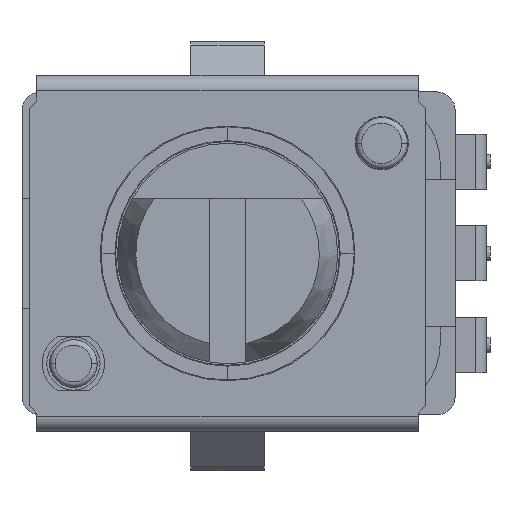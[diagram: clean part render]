
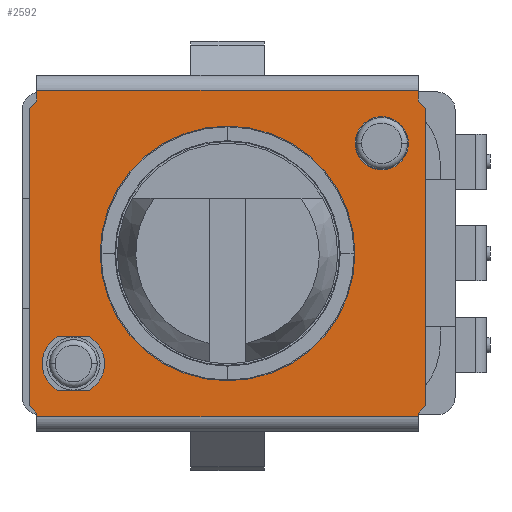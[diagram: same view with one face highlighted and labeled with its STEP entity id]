
A CAD part, front view. The second image highlights one B-rep face of the part: STEP entity #2592.
In plain terms, the highlighted planar face has unit normal (0, -1, 0).
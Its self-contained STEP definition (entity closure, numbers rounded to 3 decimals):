
#529=DIRECTION('',(1.,0.,0.));
#530=VECTOR('',#529,10.4);
#531=CARTESIAN_POINT('',(-5.2,-0.4,-4.45));
#532=LINE('',#531,#530);
#533=DIRECTION('',(0.,0.,1.));
#534=VECTOR('',#533,0.1);
#535=CARTESIAN_POINT('',(-5.2,-0.4,-4.45));
#536=LINE('',#535,#534);
#537=DIRECTION('',(-0.707,0.,0.707));
#538=VECTOR('',#537,0.283);
#539=CARTESIAN_POINT('',(-5.2,-0.4,-4.35));
#540=LINE('',#539,#538);
#541=DIRECTION('',(0.,0.,1.));
#542=VECTOR('',#541,8.1);
#543=CARTESIAN_POINT('',(-5.4,-0.4,-4.15));
#544=LINE('',#543,#542);
#545=DIRECTION('',(0.707,0.,0.707));
#546=VECTOR('',#545,0.283);
#547=CARTESIAN_POINT('',(-5.4,-0.4,3.95));
#548=LINE('',#547,#546);
#549=DIRECTION('',(0.,0.,1.));
#550=VECTOR('',#549,0.2);
#551=CARTESIAN_POINT('',(-5.2,-0.4,4.15));
#552=LINE('',#551,#550);
#553=DIRECTION('',(0.,0.,1.));
#554=VECTOR('',#553,0.1);
#555=CARTESIAN_POINT('',(-5.2,-0.4,4.35));
#556=LINE('',#555,#554);
#557=DIRECTION('',(1.,0.,0.));
#558=VECTOR('',#557,10.4);
#559=CARTESIAN_POINT('',(-5.2,-0.4,4.45));
#560=LINE('',#559,#558);
#561=DIRECTION('',(0.,0.,-1.));
#562=VECTOR('',#561,0.1);
#563=CARTESIAN_POINT('',(5.2,-0.4,4.45));
#564=LINE('',#563,#562);
#565=DIRECTION('',(0.,0.,-1.));
#566=VECTOR('',#565,0.2);
#567=CARTESIAN_POINT('',(5.2,-0.4,4.35));
#568=LINE('',#567,#566);
#569=DIRECTION('',(0.707,0.,-0.707));
#570=VECTOR('',#569,0.283);
#571=CARTESIAN_POINT('',(5.2,-0.4,4.15));
#572=LINE('',#571,#570);
#573=DIRECTION('',(0.,0.,-1.));
#574=VECTOR('',#573,8.1);
#575=CARTESIAN_POINT('',(5.4,-0.4,3.95));
#576=LINE('',#575,#574);
#577=DIRECTION('',(-0.707,0.,-0.707));
#578=VECTOR('',#577,0.283);
#579=CARTESIAN_POINT('',(5.4,-0.4,-4.15));
#580=LINE('',#579,#578);
#581=DIRECTION('',(0.,0.,-1.));
#582=VECTOR('',#581,0.1);
#583=CARTESIAN_POINT('',(5.2,-0.4,-4.35));
#584=LINE('',#583,#582);
#585=CARTESIAN_POINT('',(-4.2,-0.4,-3.));
#586=DIRECTION('',(0.,-1.,0.));
#587=DIRECTION('',(0.522,0.,-0.853));
#588=AXIS2_PLACEMENT_3D('',#585,#586,#587);
#590=DIRECTION('',(1.,0.,0.));
#591=VECTOR('',#590,0.887);
#592=CARTESIAN_POINT('',(-4.644,-0.4,-2.275));
#593=LINE('',#592,#591);
#594=CARTESIAN_POINT('',(-4.2,-0.4,-3.));
#595=DIRECTION('',(0.,-1.,0.));
#596=DIRECTION('',(-0.522,0.,0.853));
#597=AXIS2_PLACEMENT_3D('',#594,#595,#596);
#599=DIRECTION('',(-1.,0.,0.));
#600=VECTOR('',#599,0.887);
#601=CARTESIAN_POINT('',(-3.756,-0.4,-3.725));
#602=LINE('',#601,#600);
#603=CARTESIAN_POINT('',(4.2,-0.4,3.));
#604=DIRECTION('',(0.,-1.,0.));
#605=DIRECTION('',(0.,0.,1.));
#606=AXIS2_PLACEMENT_3D('',#603,#604,#605);
#608=CARTESIAN_POINT('',(4.2,-0.4,3.));
#609=DIRECTION('',(0.,-1.,0.));
#610=DIRECTION('',(0.,0.,-1.));
#611=AXIS2_PLACEMENT_3D('',#608,#609,#610);
#613=CARTESIAN_POINT('',(0.,-0.4,0.));
#614=DIRECTION('',(0.,-1.,0.));
#615=DIRECTION('',(0.,0.,1.));
#616=AXIS2_PLACEMENT_3D('',#613,#614,#615);
#618=CARTESIAN_POINT('',(0.,-0.4,0.));
#619=DIRECTION('',(0.,-1.,0.));
#620=DIRECTION('',(0.,0.,-1.));
#621=AXIS2_PLACEMENT_3D('',#618,#619,#620);
#1449=CARTESIAN_POINT('',(5.2,-0.4,4.35));
#1450=CARTESIAN_POINT('',(5.2,-0.4,4.15));
#1451=VERTEX_POINT('',#1449);
#1452=VERTEX_POINT('',#1450);
#1453=CARTESIAN_POINT('',(5.4,-0.4,3.95));
#1454=VERTEX_POINT('',#1453);
#1455=CARTESIAN_POINT('',(5.4,-0.4,-4.15));
#1456=VERTEX_POINT('',#1455);
#1457=CARTESIAN_POINT('',(5.2,-0.4,-4.35));
#1458=VERTEX_POINT('',#1457);
#1499=CARTESIAN_POINT('',(-5.2,-0.4,-4.35));
#1500=CARTESIAN_POINT('',(-5.4,-0.4,-4.15));
#1501=VERTEX_POINT('',#1499);
#1502=VERTEX_POINT('',#1500);
#1503=CARTESIAN_POINT('',(-5.4,-0.4,3.95));
#1504=VERTEX_POINT('',#1503);
#1505=CARTESIAN_POINT('',(-5.2,-0.4,4.15));
#1506=VERTEX_POINT('',#1505);
#1507=CARTESIAN_POINT('',(-5.2,-0.4,4.35));
#1508=VERTEX_POINT('',#1507);
#1513=CARTESIAN_POINT('',(-5.2,-0.4,4.45));
#1514=VERTEX_POINT('',#1513);
#1515=CARTESIAN_POINT('',(5.2,-0.4,4.45));
#1516=VERTEX_POINT('',#1515);
#1525=CARTESIAN_POINT('',(5.2,-0.4,-4.45));
#1526=VERTEX_POINT('',#1525);
#1527=CARTESIAN_POINT('',(-5.2,-0.4,-4.45));
#1528=VERTEX_POINT('',#1527);
#1649=CARTESIAN_POINT('',(0.,-0.4,3.07));
#1650=CARTESIAN_POINT('',(0.,-0.4,-3.07));
#1651=VERTEX_POINT('',#1649);
#1652=VERTEX_POINT('',#1650);
#1665=CARTESIAN_POINT('',(4.2,-0.4,3.725));
#1666=CARTESIAN_POINT('',(4.2,-0.4,2.275));
#1667=VERTEX_POINT('',#1665);
#1668=VERTEX_POINT('',#1666);
#1669=CARTESIAN_POINT('',(-3.756,-0.4,-3.725));
#1670=CARTESIAN_POINT('',(-3.756,-0.4,-2.275));
#1671=VERTEX_POINT('',#1669);
#1672=VERTEX_POINT('',#1670);
#1673=CARTESIAN_POINT('',(-4.644,-0.4,-3.725));
#1674=VERTEX_POINT('',#1673);
#1675=CARTESIAN_POINT('',(-4.644,-0.4,-2.275));
#1676=VERTEX_POINT('',#1675);
#2538=CARTESIAN_POINT('',(0.,-0.4,0.));
#2539=DIRECTION('',(0.,1.,0.));
#2540=DIRECTION('',(1.,0.,0.));
#2541=AXIS2_PLACEMENT_3D('',#2538,#2539,#2540);
#2542=PLANE('',#2541);
#2543=ORIENTED_EDGE('',*,*,#1714,.F.);
#2544=ORIENTED_EDGE('',*,*,#1688,.T.);
#2546=ORIENTED_EDGE('',*,*,#2545,.T.);
#2548=ORIENTED_EDGE('',*,*,#2547,.T.);
#2550=ORIENTED_EDGE('',*,*,#2549,.T.);
#2552=ORIENTED_EDGE('',*,*,#2551,.T.);
#2554=ORIENTED_EDGE('',*,*,#2553,.T.);
#2556=ORIENTED_EDGE('',*,*,#2555,.T.);
#2558=ORIENTED_EDGE('',*,*,#2557,.T.);
#2560=ORIENTED_EDGE('',*,*,#2559,.T.);
#2562=ORIENTED_EDGE('',*,*,#2561,.T.);
#2564=ORIENTED_EDGE('',*,*,#2563,.T.);
#2566=ORIENTED_EDGE('',*,*,#2565,.T.);
#2567=ORIENTED_EDGE('',*,*,#2529,.T.);
#2568=EDGE_LOOP('',(#2543,#2544,#2546,#2548,#2550,#2552,#2554,#2556,#2558,#2560,
#2562,#2564,#2566,#2567));
#2569=FACE_OUTER_BOUND('',#2568,.F.);
#2571=ORIENTED_EDGE('',*,*,#2570,.T.);
#2573=ORIENTED_EDGE('',*,*,#2572,.F.);
#2575=ORIENTED_EDGE('',*,*,#2574,.T.);
#2577=ORIENTED_EDGE('',*,*,#2576,.F.);
#2578=EDGE_LOOP('',(#2571,#2573,#2575,#2577));
#2579=FACE_BOUND('',#2578,.F.);
#2581=ORIENTED_EDGE('',*,*,#2580,.T.);
#2583=ORIENTED_EDGE('',*,*,#2582,.T.);
#2584=EDGE_LOOP('',(#2581,#2583));
#2585=FACE_BOUND('',#2584,.F.);
#2587=ORIENTED_EDGE('',*,*,#2586,.T.);
#2589=ORIENTED_EDGE('',*,*,#2588,.T.);
#2590=EDGE_LOOP('',(#2587,#2589));
#2591=FACE_BOUND('',#2590,.F.);
#2592=ADVANCED_FACE('',(#2569,#2579,#2585,#2591),#2542,.F.);
#589=CIRCLE('',#588,0.85);
#598=CIRCLE('',#597,0.85);
#607=CIRCLE('',#606,0.725);
#612=CIRCLE('',#611,0.725);
#617=CIRCLE('',#616,3.07);
#622=CIRCLE('',#621,3.07);
#1688=EDGE_CURVE('',#1528,#1501,#536,.T.);
#1714=EDGE_CURVE('',#1528,#1526,#532,.T.);
#2529=EDGE_CURVE('',#1458,#1526,#584,.T.);
#2545=EDGE_CURVE('',#1501,#1502,#540,.T.);
#2547=EDGE_CURVE('',#1502,#1504,#544,.T.);
#2549=EDGE_CURVE('',#1504,#1506,#548,.T.);
#2551=EDGE_CURVE('',#1506,#1508,#552,.T.);
#2553=EDGE_CURVE('',#1508,#1514,#556,.T.);
#2555=EDGE_CURVE('',#1514,#1516,#560,.T.);
#2557=EDGE_CURVE('',#1516,#1451,#564,.T.);
#2559=EDGE_CURVE('',#1451,#1452,#568,.T.);
#2561=EDGE_CURVE('',#1452,#1454,#572,.T.);
#2563=EDGE_CURVE('',#1454,#1456,#576,.T.);
#2565=EDGE_CURVE('',#1456,#1458,#580,.T.);
#2570=EDGE_CURVE('',#1671,#1672,#589,.T.);
#2572=EDGE_CURVE('',#1676,#1672,#593,.T.);
#2574=EDGE_CURVE('',#1676,#1674,#598,.T.);
#2576=EDGE_CURVE('',#1671,#1674,#602,.T.);
#2580=EDGE_CURVE('',#1667,#1668,#607,.T.);
#2582=EDGE_CURVE('',#1668,#1667,#612,.T.);
#2586=EDGE_CURVE('',#1651,#1652,#617,.T.);
#2588=EDGE_CURVE('',#1652,#1651,#622,.T.);
